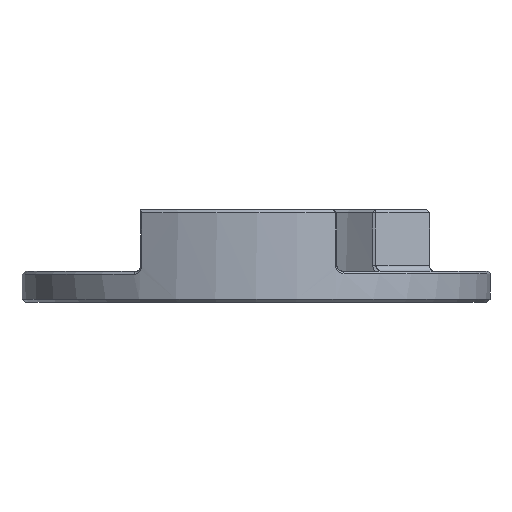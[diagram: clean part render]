
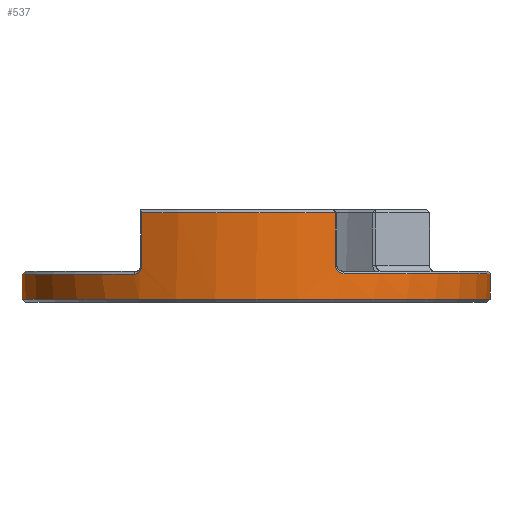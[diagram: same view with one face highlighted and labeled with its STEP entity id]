
A CAD part, front view. The second image highlights one B-rep face of the part: STEP entity #537.
In plain terms, the highlighted cylindrical face has radius 38 mm (diameter 76 mm), a partial arc.
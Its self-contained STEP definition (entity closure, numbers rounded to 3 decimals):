
#41 = CARTESIAN_POINT ( 'NONE',  ( -19.871, -32.391, 4.5 ) ) ;
#79 = ORIENTED_EDGE ( 'NONE', *, *, #1131, .T. ) ;
#92 = CARTESIAN_POINT ( 'NONE',  ( -18.825, -33.01, 5.078 ) ) ;
#130 = AXIS2_PLACEMENT_3D ( 'NONE', #3127, #3415, #471 ) ;
#131 = CARTESIAN_POINT ( 'NONE',  ( -19.213, -32.786, 4.69 ) ) ;
#147 = CARTESIAN_POINT ( 'NONE',  ( 12.919, -35.736, 6. ) ) ;
#190 = EDGE_LOOP ( 'NONE', ( #2106, #3512, #79, #447, #2277, #3729, #2419, #2241, #3931, #3991 ) ) ;
#208 = CARTESIAN_POINT ( 'NONE',  ( -18.56, -33.159, 5.803 ) ) ;
#211 = CARTESIAN_POINT ( 'NONE',  ( -18.56, -33.159, 14.5 ) ) ;
#303 = LINE ( 'NONE', #2910, #1841 ) ;
#379 = DIRECTION ( 'NONE',  ( 0., 0., -1. ) ) ;
#397 = CARTESIAN_POINT ( 'NONE',  ( 0., 0., 0.5 ) ) ;
#431 = DIRECTION ( 'NONE',  ( 1., 0., 0. ) ) ;
#447 = ORIENTED_EDGE ( 'NONE', *, *, #1524, .T. ) ;
#461 = AXIS2_PLACEMENT_3D ( 'NONE', #2526, #2829, #2485 ) ;
#466 = DIRECTION ( 'NONE',  ( 0., 0., 1. ) ) ;
#471 = DIRECTION ( 'NONE',  ( 1., 0., 0. ) ) ;
#537 = ADVANCED_FACE ( 'NONE', ( #1602 ), #1534, .T. ) ;
#732 = EDGE_CURVE ( 'NONE', #2398, #3528, #303, .T. ) ;
#749 = CARTESIAN_POINT ( 'NONE',  ( -18.56, -33.159, 6. ) ) ;
#773 = CARTESIAN_POINT ( 'NONE',  ( 13.478, -35.53, 4.884 ) ) ;
#792 = CARTESIAN_POINT ( 'NONE',  ( 13.071, -35.681, 5.371 ) ) ;
#973 = VERTEX_POINT ( 'NONE', #41 ) ;
#1008 = VERTEX_POINT ( 'NONE', #3463 ) ;
#1020 = VECTOR ( 'NONE', #466, 1000. ) ;
#1049 = LINE ( 'NONE', #2977, #3070 ) ;
#1072 = DIRECTION ( 'NONE',  ( 0., 0., -1. ) ) ;
#1131 = EDGE_CURVE ( 'NONE', #3049, #1544, #1873, .T. ) ;
#1158 = CIRCLE ( 'NONE', #3079, 38. ) ;
#1193 = CARTESIAN_POINT ( 'NONE',  ( -19.53, -32.598, 4.539 ) ) ;
#1254 = VERTEX_POINT ( 'NONE', #3108 ) ;
#1337 = EDGE_CURVE ( 'NONE', #1254, #3826, #1049, .T. ) ;
#1360 = CARTESIAN_POINT ( 'NONE',  ( 12.96, -35.722, 5.625 ) ) ;
#1381 = LINE ( 'NONE', #2668, #1845 ) ;
#1384 = DIRECTION ( 'NONE',  ( 1., 0., 0. ) ) ;
#1418 = CARTESIAN_POINT ( 'NONE',  ( 14.308, -35.203, 4.621 ) ) ;
#1428 = CIRCLE ( 'NONE', #130, 38. ) ;
#1519 = CARTESIAN_POINT ( 'NONE',  ( -18.727, -33.065, 5.245 ) ) ;
#1524 = EDGE_CURVE ( 'NONE', #1544, #1856, #2104, .T. ) ;
#1534 = CYLINDRICAL_SURFACE ( 'NONE', #461, 38. ) ;
#1544 = VERTEX_POINT ( 'NONE', #147 ) ;
#1602 = FACE_OUTER_BOUND ( 'NONE', #190, .T. ) ;
#1650 = CARTESIAN_POINT ( 'NONE',  ( 38., 0., 0.5 ) ) ;
#1682 = DIRECTION ( 'NONE',  ( 0., 0., -1. ) ) ;
#1691 = EDGE_CURVE ( 'NONE', #2565, #1008, #1381, .T. ) ;
#1707 = CARTESIAN_POINT ( 'NONE',  ( 13.282, -35.603, 5.072 ) ) ;
#1715 = CIRCLE ( 'NONE', #1782, 38. ) ;
#1762 = EDGE_CURVE ( 'NONE', #973, #2565, #1428, .T. ) ;
#1766 = CARTESIAN_POINT ( 'NONE',  ( -19.7, -32.495, 4.5 ) ) ;
#1782 = AXIS2_PLACEMENT_3D ( 'NONE', #397, #3947, #1384 ) ;
#1841 = VECTOR ( 'NONE', #3592, 1000. ) ;
#1845 = VECTOR ( 'NONE', #1072, 1000. ) ;
#1856 = VERTEX_POINT ( 'NONE', #2109 ) ;
#1873 = B_SPLINE_CURVE_WITH_KNOTS ( 'NONE', 3,
 ( #1418, #3722, #2984, #3678, #773, #1707, #3741, #4003, #792, #1360, #2091, #3330 ),
 .UNSPECIFIED., .F., .F.,
 ( 4, 2, 2, 2, 2, 4 ),
 ( 0., 0.25, 0.5, 0.625, 0.75, 1. ),
 .UNSPECIFIED. ) ;
#2091 = CARTESIAN_POINT ( 'NONE',  ( 12.919, -35.736, 5.81 ) ) ;
#2104 = LINE ( 'NONE', #3411, #1020 ) ;
#2106 = ORIENTED_EDGE ( 'NONE', *, *, #1337, .F. ) ;
#2109 = CARTESIAN_POINT ( 'NONE',  ( 12.919, -35.736, 14.5 ) ) ;
#2170 = CARTESIAN_POINT ( 'NONE',  ( 14.308, -35.203, 4.621 ) ) ;
#2195 = CIRCLE ( 'NONE', #3982, 38. ) ;
#2241 = ORIENTED_EDGE ( 'NONE', *, *, #1762, .T. ) ;
#2277 = ORIENTED_EDGE ( 'NONE', *, *, #3927, .T. ) ;
#2398 = VERTEX_POINT ( 'NONE', #211 ) ;
#2409 = CARTESIAN_POINT ( 'NONE',  ( 0., 0., 4.621 ) ) ;
#2419 = ORIENTED_EDGE ( 'NONE', *, *, #3321, .T. ) ;
#2485 = DIRECTION ( 'NONE',  ( -1., 0., 0. ) ) ;
#2508 = CARTESIAN_POINT ( 'NONE',  ( -19.871, -32.391, 4.5 ) ) ;
#2509 = B_SPLINE_CURVE_WITH_KNOTS ( 'NONE', 3,
 ( #749, #208, #4129, #1519, #92, #4056, #131, #1193, #1766, #2508 ),
 .UNSPECIFIED., .F., .F.,
 ( 4, 2, 2, 2, 4 ),
 ( 0., 0.25, 0.5, 0.75, 1. ),
 .UNSPECIFIED. ) ;
#2526 = CARTESIAN_POINT ( 'NONE',  ( 0., 0., 15. ) ) ;
#2565 = VERTEX_POINT ( 'NONE', #3256 ) ;
#2668 = CARTESIAN_POINT ( 'NONE',  ( -38., 0., 15. ) ) ;
#2675 = DIRECTION ( 'NONE',  ( 1., 0., 0. ) ) ;
#2829 = DIRECTION ( 'NONE',  ( 0., 0., -1. ) ) ;
#2869 = EDGE_CURVE ( 'NONE', #1008, #3826, #1715, .T. ) ;
#2910 = CARTESIAN_POINT ( 'NONE',  ( -18.56, -33.159, 15. ) ) ;
#2977 = CARTESIAN_POINT ( 'NONE',  ( 38., 0., 15. ) ) ;
#2984 = CARTESIAN_POINT ( 'NONE',  ( 13.96, -35.343, 4.655 ) ) ;
#3049 = VERTEX_POINT ( 'NONE', #2170 ) ;
#3065 = DIRECTION ( 'NONE',  ( 0., 0., -1. ) ) ;
#3070 = VECTOR ( 'NONE', #1682, 1000. ) ;
#3079 = AXIS2_PLACEMENT_3D ( 'NONE', #2409, #3065, #431 ) ;
#3108 = CARTESIAN_POINT ( 'NONE',  ( 38., 0., 4.621 ) ) ;
#3127 = CARTESIAN_POINT ( 'NONE',  ( 0., 0., 4.5 ) ) ;
#3256 = CARTESIAN_POINT ( 'NONE',  ( -38., 0., 4.5 ) ) ;
#3321 = EDGE_CURVE ( 'NONE', #3528, #973, #2509, .T. ) ;
#3330 = CARTESIAN_POINT ( 'NONE',  ( 12.919, -35.736, 6. ) ) ;
#3332 = EDGE_CURVE ( 'NONE', #1254, #3049, #1158, .T. ) ;
#3411 = CARTESIAN_POINT ( 'NONE',  ( 12.919, -35.736, 15. ) ) ;
#3415 = DIRECTION ( 'NONE',  ( 0., 0., -1. ) ) ;
#3463 = CARTESIAN_POINT ( 'NONE',  ( -38., 0., 0.5 ) ) ;
#3512 = ORIENTED_EDGE ( 'NONE', *, *, #3332, .T. ) ;
#3528 = VERTEX_POINT ( 'NONE', #3884 ) ;
#3592 = DIRECTION ( 'NONE',  ( 0., 0., -1. ) ) ;
#3678 = CARTESIAN_POINT ( 'NONE',  ( 13.631, -35.472, 4.787 ) ) ;
#3722 = CARTESIAN_POINT ( 'NONE',  ( 14.134, -35.274, 4.621 ) ) ;
#3729 = ORIENTED_EDGE ( 'NONE', *, *, #732, .T. ) ;
#3741 = CARTESIAN_POINT ( 'NONE',  ( 13.223, -35.625, 5.139 ) ) ;
#3826 = VERTEX_POINT ( 'NONE', #1650 ) ;
#3884 = CARTESIAN_POINT ( 'NONE',  ( -18.56, -33.159, 6. ) ) ;
#3927 = EDGE_CURVE ( 'NONE', #1856, #2398, #2195, .T. ) ;
#3931 = ORIENTED_EDGE ( 'NONE', *, *, #1691, .T. ) ;
#3947 = DIRECTION ( 'NONE',  ( 0., 0., 1. ) ) ;
#3982 = AXIS2_PLACEMENT_3D ( 'NONE', #4006, #379, #2675 ) ;
#3991 = ORIENTED_EDGE ( 'NONE', *, *, #2869, .T. ) ;
#4003 = CARTESIAN_POINT ( 'NONE',  ( 13.117, -35.664, 5.29 ) ) ;
#4006 = CARTESIAN_POINT ( 'NONE',  ( 0., 0., 14.5 ) ) ;
#4056 = CARTESIAN_POINT ( 'NONE',  ( -19.068, -32.87, 4.801 ) ) ;
#4129 = CARTESIAN_POINT ( 'NONE',  ( -18.594, -33.14, 5.607 ) ) ;
